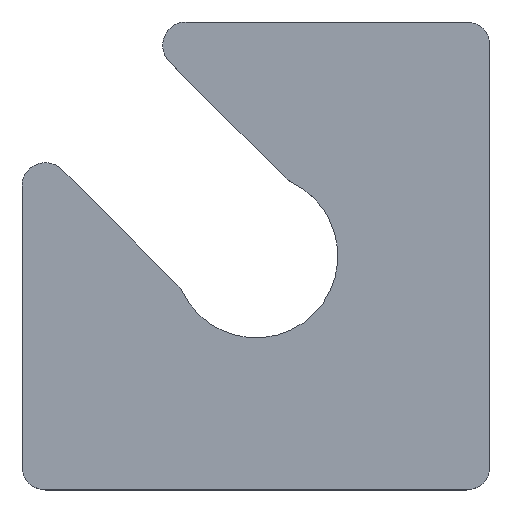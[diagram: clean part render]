
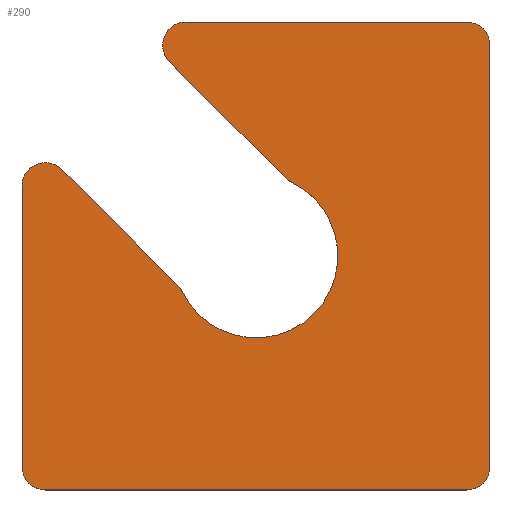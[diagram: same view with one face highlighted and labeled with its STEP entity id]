
A CAD part, top view. The second image highlights one B-rep face of the part: STEP entity #290.
In plain terms, the highlighted planar face has unit normal (0, 0, 1).
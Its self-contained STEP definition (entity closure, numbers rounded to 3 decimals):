
#19=PLANE('',#328);
#28=FACE_OUTER_BOUND('',#44,.T.);
#44=EDGE_LOOP('',(#213,#214,#215,#216,#217,#218,#219,#220,#221,#222,#223,
#224,#225,#226));
#57=LINE('',#458,#83);
#63=LINE('',#471,#89);
#67=LINE('',#480,#93);
#71=LINE('',#489,#97);
#73=LINE('',#494,#99);
#74=LINE('',#499,#100);
#83=VECTOR('',#365,1000.);
#89=VECTOR('',#373,1000.);
#93=VECTOR('',#379,1000.);
#97=VECTOR('',#385,1000.);
#99=VECTOR('',#389,1000.);
#100=VECTOR('',#394,1000.);
#108=CIRCLE('',#323,7.);
#109=CIRCLE('',#329,2.);
#110=CIRCLE('',#330,2.);
#111=CIRCLE('',#331,2.);
#112=CIRCLE('',#332,2.);
#113=CIRCLE('',#333,2.);
#114=CIRCLE('',#334,2.);
#115=CIRCLE('',#335,2.);
#125=VERTEX_POINT('',#450);
#126=VERTEX_POINT('',#452);
#127=VERTEX_POINT('',#456);
#128=VERTEX_POINT('',#457);
#133=VERTEX_POINT('',#468);
#134=VERTEX_POINT('',#470);
#137=VERTEX_POINT('',#477);
#138=VERTEX_POINT('',#479);
#141=VERTEX_POINT('',#486);
#142=VERTEX_POINT('',#488);
#143=VERTEX_POINT('',#492);
#144=VERTEX_POINT('',#493);
#145=VERTEX_POINT('',#496);
#146=VERTEX_POINT('',#498);
#153=EDGE_CURVE('',#125,#126,#108,.T.);
#155=EDGE_CURVE('',#127,#128,#57,.T.);
#161=EDGE_CURVE('',#134,#133,#63,.T.);
#165=EDGE_CURVE('',#138,#137,#67,.T.);
#169=EDGE_CURVE('',#142,#141,#71,.T.);
#171=EDGE_CURVE('',#143,#144,#73,.T.);
#172=EDGE_CURVE('',#143,#126,#109,.T.);
#173=EDGE_CURVE('',#125,#145,#110,.T.);
#174=EDGE_CURVE('',#146,#145,#74,.T.);
#175=EDGE_CURVE('',#146,#127,#111,.T.);
#176=EDGE_CURVE('',#128,#134,#112,.T.);
#177=EDGE_CURVE('',#133,#138,#113,.T.);
#178=EDGE_CURVE('',#137,#142,#114,.T.);
#179=EDGE_CURVE('',#141,#144,#115,.T.);
#213=ORIENTED_EDGE('',*,*,#171,.F.);
#214=ORIENTED_EDGE('',*,*,#172,.T.);
#215=ORIENTED_EDGE('',*,*,#153,.F.);
#216=ORIENTED_EDGE('',*,*,#173,.T.);
#217=ORIENTED_EDGE('',*,*,#174,.F.);
#218=ORIENTED_EDGE('',*,*,#175,.T.);
#219=ORIENTED_EDGE('',*,*,#155,.T.);
#220=ORIENTED_EDGE('',*,*,#176,.T.);
#221=ORIENTED_EDGE('',*,*,#161,.T.);
#222=ORIENTED_EDGE('',*,*,#177,.T.);
#223=ORIENTED_EDGE('',*,*,#165,.T.);
#224=ORIENTED_EDGE('',*,*,#178,.T.);
#225=ORIENTED_EDGE('',*,*,#169,.T.);
#226=ORIENTED_EDGE('',*,*,#179,.T.);
#290=ADVANCED_FACE('',(#28),#19,.F.);
#323=AXIS2_PLACEMENT_3D('',#453,#360,#361);
#328=AXIS2_PLACEMENT_3D('',#491,#387,#388);
#329=AXIS2_PLACEMENT_3D('',#495,#390,#391);
#330=AXIS2_PLACEMENT_3D('',#497,#392,#393);
#331=AXIS2_PLACEMENT_3D('',#500,#395,#396);
#332=AXIS2_PLACEMENT_3D('',#501,#397,#398);
#333=AXIS2_PLACEMENT_3D('',#502,#399,#400);
#334=AXIS2_PLACEMENT_3D('',#503,#401,#402);
#335=AXIS2_PLACEMENT_3D('',#504,#403,#404);
#360=DIRECTION('center_axis',(0.,0.,1.));
#361=DIRECTION('ref_axis',(1.,0.,0.));
#365=DIRECTION('',(0.,-1.,0.));
#373=DIRECTION('',(1.,0.,0.));
#379=DIRECTION('',(0.,1.,0.));
#385=DIRECTION('',(-1.,0.,0.));
#387=DIRECTION('center_axis',(0.,0.,-1.));
#388=DIRECTION('ref_axis',(-1.,0.,0.));
#389=DIRECTION('',(-0.707,0.707,0.));
#390=DIRECTION('center_axis',(0.,0.,1.));
#391=DIRECTION('ref_axis',(-1.,0.,0.));
#392=DIRECTION('center_axis',(0.,0.,1.));
#393=DIRECTION('ref_axis',(-1.,0.,0.));
#394=DIRECTION('',(0.707,-0.707,0.));
#395=DIRECTION('center_axis',(0.,0.,1.));
#396=DIRECTION('ref_axis',(-1.,0.,0.));
#397=DIRECTION('center_axis',(0.,0.,1.));
#398=DIRECTION('ref_axis',(-1.,0.,0.));
#399=DIRECTION('center_axis',(0.,0.,1.));
#400=DIRECTION('ref_axis',(-1.,0.,0.));
#401=DIRECTION('center_axis',(0.,0.,1.));
#402=DIRECTION('ref_axis',(-1.,0.,0.));
#403=DIRECTION('center_axis',(0.,0.,1.));
#404=DIRECTION('ref_axis',(-1.,0.,0.));
#450=CARTESIAN_POINT('',(-6.302,-3.048,1.));
#452=CARTESIAN_POINT('',(3.048,6.302,1.));
#453=CARTESIAN_POINT('Origin',(0.,0.,1.));
#456=CARTESIAN_POINT('',(-20.,5.979,1.));
#457=CARTESIAN_POINT('',(-20.,-18.,1.));
#458=CARTESIAN_POINT('',(-20.,20.,1.));
#468=CARTESIAN_POINT('',(18.,-20.,1.));
#470=CARTESIAN_POINT('',(-18.,-20.,1.));
#471=CARTESIAN_POINT('',(20.,-20.,1.));
#477=CARTESIAN_POINT('',(20.,18.,1.));
#479=CARTESIAN_POINT('',(20.,-18.,1.));
#480=CARTESIAN_POINT('',(20.,20.,1.));
#486=CARTESIAN_POINT('',(-5.979,20.,1.));
#488=CARTESIAN_POINT('',(18.,20.,1.));
#489=CARTESIAN_POINT('',(20.,20.,1.));
#491=CARTESIAN_POINT('Origin',(-20.,-20.,1.));
#492=CARTESIAN_POINT('',(2.505,6.688,1.));
#493=CARTESIAN_POINT('',(-7.393,16.586,1.));
#494=CARTESIAN_POINT('',(4.596,4.596,1.));
#495=CARTESIAN_POINT('Origin',(3.919,8.102,1.));
#496=CARTESIAN_POINT('',(-6.688,-2.505,1.));
#497=CARTESIAN_POINT('Origin',(-8.102,-3.919,1.));
#498=CARTESIAN_POINT('',(-16.586,7.393,1.));
#499=CARTESIAN_POINT('',(-4.596,-4.596,1.));
#500=CARTESIAN_POINT('Origin',(-18.,5.979,1.));
#501=CARTESIAN_POINT('Origin',(-18.,-18.,1.));
#502=CARTESIAN_POINT('Origin',(18.,-18.,1.));
#503=CARTESIAN_POINT('Origin',(18.,18.,1.));
#504=CARTESIAN_POINT('Origin',(-5.979,18.,1.));
